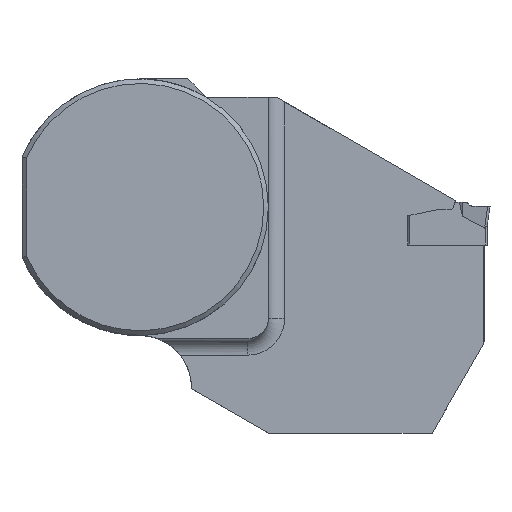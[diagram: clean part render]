
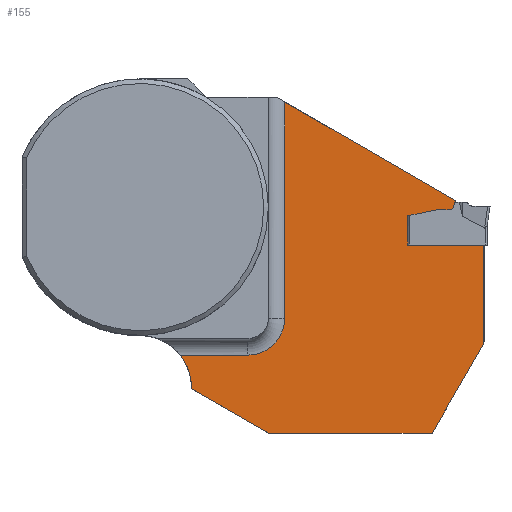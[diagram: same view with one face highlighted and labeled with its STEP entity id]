
A CAD part, top view. The second image highlights one B-rep face of the part: STEP entity #155.
In plain terms, the highlighted planar face has unit normal (0, 0, 1).
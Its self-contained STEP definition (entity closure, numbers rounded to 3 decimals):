
#155=ADVANCED_FACE('SF1',(#262),#207,.T.);
#207=PLANE('',#1399);
#262=FACE_OUTER_BOUND('',#326,.T.);
#326=EDGE_LOOP('',(#578,#579,#580,#581,#582,#583,#584,#585,#586,#587,#588,
#589,#590,#591,#592,#593));
#369=CIRCLE('',#1395,1.);
#370=CIRCLE('',#1396,0.3);
#371=CIRCLE('',#1397,3.6);
#372=CIRCLE('',#1398,5.);
#578=ORIENTED_EDGE('',*,*,#954,.F.);
#579=ORIENTED_EDGE('',*,*,#955,.F.);
#580=ORIENTED_EDGE('',*,*,#956,.F.);
#581=ORIENTED_EDGE('',*,*,#957,.F.);
#582=ORIENTED_EDGE('',*,*,#958,.F.);
#583=ORIENTED_EDGE('',*,*,#959,.F.);
#584=ORIENTED_EDGE('',*,*,#960,.T.);
#585=ORIENTED_EDGE('',*,*,#961,.T.);
#586=ORIENTED_EDGE('',*,*,#962,.T.);
#587=ORIENTED_EDGE('',*,*,#963,.T.);
#588=ORIENTED_EDGE('',*,*,#964,.F.);
#589=ORIENTED_EDGE('',*,*,#965,.F.);
#590=ORIENTED_EDGE('',*,*,#966,.F.);
#591=ORIENTED_EDGE('',*,*,#967,.F.);
#592=ORIENTED_EDGE('',*,*,#951,.T.);
#593=ORIENTED_EDGE('',*,*,#968,.F.);
#810=VERTEX_POINT('',#2059);
#811=VERTEX_POINT('',#2060);
#812=VERTEX_POINT('',#2065);
#813=VERTEX_POINT('',#2066);
#814=VERTEX_POINT('',#2068);
#815=VERTEX_POINT('',#2070);
#816=VERTEX_POINT('',#2072);
#817=VERTEX_POINT('',#2074);
#818=VERTEX_POINT('',#2076);
#819=VERTEX_POINT('',#2078);
#820=VERTEX_POINT('',#2080);
#821=VERTEX_POINT('',#2082);
#822=VERTEX_POINT('',#2084);
#823=VERTEX_POINT('',#2086);
#824=VERTEX_POINT('',#2088);
#825=VERTEX_POINT('',#2090);
#951=EDGE_CURVE('',#810,#811,#1096,.T.);
#954=EDGE_CURVE('',#812,#813,#1099,.T.);
#955=EDGE_CURVE('',#814,#812,#1100,.T.);
#956=EDGE_CURVE('',#815,#814,#369,.T.);
#957=EDGE_CURVE('',#816,#815,#1101,.T.);
#958=EDGE_CURVE('',#817,#816,#370,.T.);
#959=EDGE_CURVE('',#818,#817,#1102,.T.);
#960=EDGE_CURVE('',#818,#819,#1103,.T.);
#961=EDGE_CURVE('',#819,#820,#1104,.T.);
#962=EDGE_CURVE('',#820,#821,#371,.T.);
#963=EDGE_CURVE('',#821,#822,#1105,.T.);
#964=EDGE_CURVE('',#823,#822,#372,.T.);
#965=EDGE_CURVE('',#824,#823,#1106,.T.);
#966=EDGE_CURVE('',#825,#824,#1107,.T.);
#967=EDGE_CURVE('',#810,#825,#1108,.T.);
#968=EDGE_CURVE('',#813,#811,#1109,.T.);
#1096=LINE('',#2058,#1215);
#1099=LINE('',#2064,#1218);
#1100=LINE('',#2067,#1219);
#1101=LINE('',#2071,#1220);
#1102=LINE('',#2075,#1221);
#1103=LINE('',#2077,#1222);
#1104=LINE('',#2079,#1223);
#1105=LINE('',#2083,#1224);
#1106=LINE('',#2087,#1225);
#1107=LINE('',#2089,#1226);
#1108=LINE('',#2091,#1227);
#1109=LINE('',#2092,#1228);
#1215=VECTOR('',#1633,1.);
#1218=VECTOR('',#1638,1.);
#1219=VECTOR('',#1639,1.);
#1220=VECTOR('',#1642,1.);
#1221=VECTOR('',#1645,1.);
#1222=VECTOR('',#1646,1.);
#1223=VECTOR('',#1647,1.);
#1224=VECTOR('',#1650,1.);
#1225=VECTOR('',#1653,1.);
#1226=VECTOR('',#1654,1.);
#1227=VECTOR('',#1655,1.);
#1228=VECTOR('',#1656,1.);
#1395=AXIS2_PLACEMENT_3D('',#2069,#1640,#1641);
#1396=AXIS2_PLACEMENT_3D('',#2073,#1643,#1644);
#1397=AXIS2_PLACEMENT_3D('',#2081,#1648,#1649);
#1398=AXIS2_PLACEMENT_3D('',#2085,#1651,#1652);
#1399=AXIS2_PLACEMENT_3D('',#2093,#1657,#1658);
#1633=DIRECTION('',(0.,1.,0.));
#1638=DIRECTION('',(0.,-1.,0.));
#1639=DIRECTION('',(-0.978,-0.208,0.));
#1640=DIRECTION('',(0.,0.,1.));
#1641=DIRECTION('',(-1.,0.,0.));
#1642=DIRECTION('',(-1.,0.,0.));
#1643=DIRECTION('',(0.,0.,-1.));
#1644=DIRECTION('',(-1.,0.,0.));
#1645=DIRECTION('',(-0.342,-0.94,0.));
#1646=DIRECTION('',(-0.866,0.5,0.));
#1647=DIRECTION('',(0.,-1.,0.));
#1648=DIRECTION('',(0.,0.,-1.));
#1649=DIRECTION('',(-1.,0.,0.));
#1650=DIRECTION('',(-1.,0.,0.));
#1651=DIRECTION('',(0.,0.,1.));
#1652=DIRECTION('',(-1.,0.,0.));
#1653=DIRECTION('',(-0.866,0.5,0.));
#1654=DIRECTION('',(-1.,0.,0.));
#1655=DIRECTION('',(-0.5,-0.866,0.));
#1656=DIRECTION('',(1.,0.,0.));
#1657=DIRECTION('',(0.,0.,1.));
#1658=DIRECTION('',(-1.,0.,0.));
#2058=CARTESIAN_POINT('',(33.5,-23.,-12.25));
#2059=CARTESIAN_POINT('',(33.5,-13.273,-12.25));
#2060=CARTESIAN_POINT('',(33.5,-3.671,-12.25));
#2064=CARTESIAN_POINT('',(26.1,-23.,-12.25));
#2065=CARTESIAN_POINT('',(26.1,-0.826,-12.25));
#2066=CARTESIAN_POINT('',(26.1,-3.671,-12.25));
#2067=CARTESIAN_POINT('',(28.671,-0.28,-12.25));
#2068=CARTESIAN_POINT('',(28.855,-0.241,-12.25));
#2069=CARTESIAN_POINT('',(29.063,-1.219,-12.25));
#2070=CARTESIAN_POINT('',(29.063,-0.219,-12.25));
#2071=CARTESIAN_POINT('',(33.5,-0.219,-12.25));
#2072=CARTESIAN_POINT('',(30.226,-0.219,-12.25));
#2073=CARTESIAN_POINT('',(30.226,0.081,-12.25));
#2074=CARTESIAN_POINT('',(30.508,-0.022,-12.25));
#2075=CARTESIAN_POINT('',(23.473,-19.35,-12.25));
#2076=CARTESIAN_POINT('',(30.753,0.651,-12.25));
#2077=CARTESIAN_POINT('',(43.054,-6.451,-12.25));
#2078=CARTESIAN_POINT('',(14.1,10.265,-12.25));
#2079=CARTESIAN_POINT('',(14.1,-23.,-12.25));
#2080=CARTESIAN_POINT('',(14.1,-10.8,-12.25));
#2081=CARTESIAN_POINT('',(10.5,-10.8,-12.25));
#2082=CARTESIAN_POINT('',(10.5,-14.4,-12.25));
#2083=CARTESIAN_POINT('',(-11.5,-14.4,-12.25));
#2084=CARTESIAN_POINT('',(3.923,-14.4,-12.25));
#2085=CARTESIAN_POINT('',(0.,-17.5,-12.25));
#2086=CARTESIAN_POINT('',(4.997,-17.667,-12.25));
#2087=CARTESIAN_POINT('',(4.997,-17.667,-12.25));
#2088=CARTESIAN_POINT('',(12.5,-22.,-12.25));
#2089=CARTESIAN_POINT('',(12.5,-22.,-12.25));
#2090=CARTESIAN_POINT('',(28.462,-22.,-12.25));
#2091=CARTESIAN_POINT('',(28.462,-22.,-12.25));
#2092=CARTESIAN_POINT('',(33.5,-3.671,-12.25));
#2093=CARTESIAN_POINT('',(33.5,-23.,-12.25));
